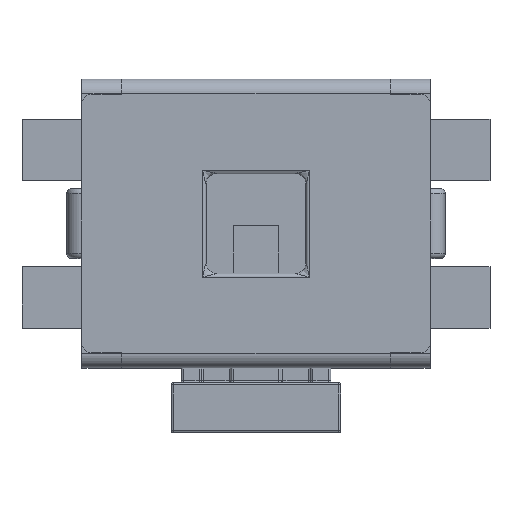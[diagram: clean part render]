
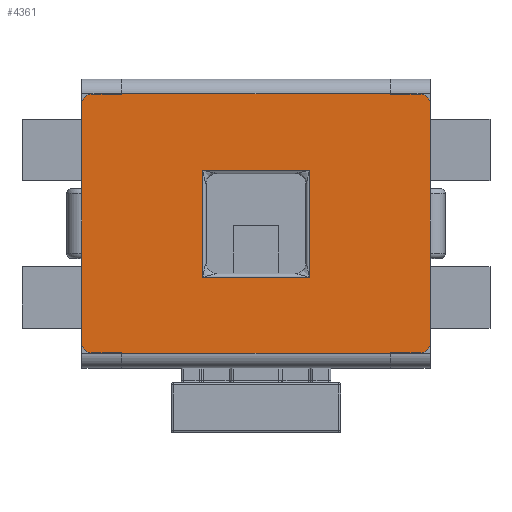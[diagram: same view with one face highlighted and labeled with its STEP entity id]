
A CAD part, top view. The second image highlights one B-rep face of the part: STEP entity #4361.
In plain terms, the highlighted planar face has unit normal (0, 0, 1).
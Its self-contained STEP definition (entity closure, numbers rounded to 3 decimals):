
#1995 = VERTEX_POINT('',#1996);
#1996 = CARTESIAN_POINT('',(-1.75,1.2,1.35));
#2002 = EDGE_CURVE('',#1995,#2003,#2005,.T.);
#2003 = VERTEX_POINT('',#2004);
#2004 = CARTESIAN_POINT('',(-1.75,0.3,1.35));
#2005 = LINE('',#2006,#2007);
#2006 = CARTESIAN_POINT('',(-1.75,1.3,1.35));
#2007 = VECTOR('',#2008,1.);
#2008 = DIRECTION('',(0.,-1.,0.));
#2142 = VERTEX_POINT('',#2143);
#2143 = CARTESIAN_POINT('',(-1.75,-0.3,1.35));
#2150 = EDGE_CURVE('',#2142,#2151,#2153,.T.);
#2151 = VERTEX_POINT('',#2152);
#2152 = CARTESIAN_POINT('',(-1.75,-1.2,1.35));
#2153 = LINE('',#2154,#2155);
#2154 = CARTESIAN_POINT('',(-1.75,1.3,1.35));
#2155 = VECTOR('',#2156,1.);
#2156 = DIRECTION('',(0.,-1.,0.));
#3005 = VERTEX_POINT('',#3006);
#3006 = CARTESIAN_POINT('',(1.75,-1.2,1.35));
#3012 = EDGE_CURVE('',#3005,#3013,#3015,.T.);
#3013 = VERTEX_POINT('',#3014);
#3014 = CARTESIAN_POINT('',(1.75,-0.3,1.35));
#3015 = LINE('',#3016,#3017);
#3016 = CARTESIAN_POINT('',(1.75,-1.3,1.35));
#3017 = VECTOR('',#3018,1.);
#3018 = DIRECTION('',(0.,1.,0.));
#3152 = VERTEX_POINT('',#3153);
#3153 = CARTESIAN_POINT('',(1.75,0.3,1.35));
#3160 = EDGE_CURVE('',#3152,#3161,#3163,.T.);
#3161 = VERTEX_POINT('',#3162);
#3162 = CARTESIAN_POINT('',(1.75,1.2,1.35));
#3163 = LINE('',#3164,#3165);
#3164 = CARTESIAN_POINT('',(1.75,-1.3,1.35));
#3165 = VECTOR('',#3166,1.);
#3166 = DIRECTION('',(0.,1.,0.));
#3696 = VERTEX_POINT('',#3697);
#3697 = CARTESIAN_POINT('',(-1.35,-1.3,1.35));
#3703 = EDGE_CURVE('',#3696,#3704,#3706,.T.);
#3704 = VERTEX_POINT('',#3705);
#3705 = CARTESIAN_POINT('',(-1.35,-1.302,1.35));
#3706 = LINE('',#3707,#3708);
#3707 = CARTESIAN_POINT('',(-1.35,-1.3,1.35));
#3708 = VECTOR('',#3709,1.);
#3709 = DIRECTION('',(0.,-1.,0.));
#3730 = VERTEX_POINT('',#3731);
#3731 = CARTESIAN_POINT('',(1.35,-1.302,1.35));
#3738 = EDGE_CURVE('',#3730,#3704,#3739,.T.);
#3739 = LINE('',#3740,#3741);
#3740 = CARTESIAN_POINT('',(1.35,-1.302,1.35));
#3741 = VECTOR('',#3742,1.);
#3742 = DIRECTION('',(-1.,0.,0.));
#3754 = EDGE_CURVE('',#3755,#3730,#3757,.T.);
#3755 = VERTEX_POINT('',#3756);
#3756 = CARTESIAN_POINT('',(1.35,-1.3,1.35));
#3757 = LINE('',#3758,#3759);
#3758 = CARTESIAN_POINT('',(1.35,-1.3,1.35));
#3759 = VECTOR('',#3760,1.);
#3760 = DIRECTION('',(0.,-1.,0.));
#4265 = VERTEX_POINT('',#4266);
#4266 = CARTESIAN_POINT('',(-1.35,1.3,1.35));
#4272 = EDGE_CURVE('',#4265,#4273,#4275,.T.);
#4273 = VERTEX_POINT('',#4274);
#4274 = CARTESIAN_POINT('',(-1.35,1.302,1.35));
#4275 = LINE('',#4276,#4277);
#4276 = CARTESIAN_POINT('',(-1.35,1.3,1.35));
#4277 = VECTOR('',#4278,1.);
#4278 = DIRECTION('',(0.,1.,-0.));
#4300 = EDGE_CURVE('',#4265,#4301,#4303,.T.);
#4301 = VERTEX_POINT('',#4302);
#4302 = CARTESIAN_POINT('',(-1.65,1.3,1.35));
#4303 = LINE('',#4304,#4305);
#4304 = CARTESIAN_POINT('',(1.75,1.3,1.35));
#4305 = VECTOR('',#4306,1.);
#4306 = DIRECTION('',(-1.,0.,0.));
#4324 = EDGE_CURVE('',#1995,#4301,#4325,.T.);
#4325 = CIRCLE('',#4326,0.1);
#4326 = AXIS2_PLACEMENT_3D('',#4327,#4328,#4329);
#4327 = CARTESIAN_POINT('',(-1.65,1.2,1.35));
#4328 = DIRECTION('',(0.,0.,-1.));
#4329 = DIRECTION('',(-1.,0.,0.));
#4341 = VERTEX_POINT('',#4342);
#4342 = CARTESIAN_POINT('',(-1.752,0.3,1.35));
#4349 = EDGE_CURVE('',#4341,#2003,#4350,.T.);
#4350 = LINE('',#4351,#4352);
#4351 = CARTESIAN_POINT('',(-1.752,0.3,1.35));
#4352 = VECTOR('',#4353,1.);
#4353 = DIRECTION('',(1.,0.,0.));
#4361 = ADVANCED_FACE('',(#4362,#4472),#4506,.T.);
#4362 = FACE_BOUND('',#4363,.T.);
#4363 = EDGE_LOOP('',(#4364,#4365,#4366,#4374,#4380,#4381,#4390,#4396,
#4397,#4398,#4399,#4407,#4414,#4415,#4423,#4431,#4437,#4438,#4447,
#4455,#4463,#4469,#4470,#4471));
#4364 = ORIENTED_EDGE('',*,*,#2002,.T.);
#4365 = ORIENTED_EDGE('',*,*,#4349,.F.);
#4366 = ORIENTED_EDGE('',*,*,#4367,.T.);
#4367 = EDGE_CURVE('',#4341,#4368,#4370,.T.);
#4368 = VERTEX_POINT('',#4369);
#4369 = CARTESIAN_POINT('',(-1.752,-0.3,1.35));
#4370 = LINE('',#4371,#4372);
#4371 = CARTESIAN_POINT('',(-1.752,0.35,1.35));
#4372 = VECTOR('',#4373,1.);
#4373 = DIRECTION('',(0.,-1.,0.));
#4374 = ORIENTED_EDGE('',*,*,#4375,.T.);
#4375 = EDGE_CURVE('',#4368,#2142,#4376,.T.);
#4376 = LINE('',#4377,#4378);
#4377 = CARTESIAN_POINT('',(-1.752,-0.3,1.35));
#4378 = VECTOR('',#4379,1.);
#4379 = DIRECTION('',(1.,0.,0.));
#4380 = ORIENTED_EDGE('',*,*,#2150,.T.);
#4381 = ORIENTED_EDGE('',*,*,#4382,.T.);
#4382 = EDGE_CURVE('',#2151,#4383,#4385,.T.);
#4383 = VERTEX_POINT('',#4384);
#4384 = CARTESIAN_POINT('',(-1.65,-1.3,1.35));
#4385 = CIRCLE('',#4386,0.1);
#4386 = AXIS2_PLACEMENT_3D('',#4387,#4388,#4389);
#4387 = CARTESIAN_POINT('',(-1.65,-1.2,1.35));
#4388 = DIRECTION('',(0.,0.,1.));
#4389 = DIRECTION('',(-1.,0.,0.));
#4390 = ORIENTED_EDGE('',*,*,#4391,.T.);
#4391 = EDGE_CURVE('',#4383,#3696,#4392,.T.);
#4392 = LINE('',#4393,#4394);
#4393 = CARTESIAN_POINT('',(-1.75,-1.3,1.35));
#4394 = VECTOR('',#4395,1.);
#4395 = DIRECTION('',(1.,0.,0.));
#4396 = ORIENTED_EDGE('',*,*,#3703,.T.);
#4397 = ORIENTED_EDGE('',*,*,#3738,.F.);
#4398 = ORIENTED_EDGE('',*,*,#3754,.F.);
#4399 = ORIENTED_EDGE('',*,*,#4400,.T.);
#4400 = EDGE_CURVE('',#3755,#4401,#4403,.T.);
#4401 = VERTEX_POINT('',#4402);
#4402 = CARTESIAN_POINT('',(1.65,-1.3,1.35));
#4403 = LINE('',#4404,#4405);
#4404 = CARTESIAN_POINT('',(-1.75,-1.3,1.35));
#4405 = VECTOR('',#4406,1.);
#4406 = DIRECTION('',(1.,0.,0.));
#4407 = ORIENTED_EDGE('',*,*,#4408,.T.);
#4408 = EDGE_CURVE('',#4401,#3005,#4409,.T.);
#4409 = CIRCLE('',#4410,0.1);
#4410 = AXIS2_PLACEMENT_3D('',#4411,#4412,#4413);
#4411 = CARTESIAN_POINT('',(1.65,-1.2,1.35));
#4412 = DIRECTION('',(0.,0.,1.));
#4413 = DIRECTION('',(-1.,0.,0.));
#4414 = ORIENTED_EDGE('',*,*,#3012,.T.);
#4415 = ORIENTED_EDGE('',*,*,#4416,.F.);
#4416 = EDGE_CURVE('',#4417,#3013,#4419,.T.);
#4417 = VERTEX_POINT('',#4418);
#4418 = CARTESIAN_POINT('',(1.752,-0.3,1.35));
#4419 = LINE('',#4420,#4421);
#4420 = CARTESIAN_POINT('',(1.752,-0.3,1.35));
#4421 = VECTOR('',#4422,1.);
#4422 = DIRECTION('',(-1.,0.,0.));
#4423 = ORIENTED_EDGE('',*,*,#4424,.F.);
#4424 = EDGE_CURVE('',#4425,#4417,#4427,.T.);
#4425 = VERTEX_POINT('',#4426);
#4426 = CARTESIAN_POINT('',(1.752,0.3,1.35));
#4427 = LINE('',#4428,#4429);
#4428 = CARTESIAN_POINT('',(1.752,0.35,1.35));
#4429 = VECTOR('',#4430,1.);
#4430 = DIRECTION('',(0.,-1.,0.));
#4431 = ORIENTED_EDGE('',*,*,#4432,.T.);
#4432 = EDGE_CURVE('',#4425,#3152,#4433,.T.);
#4433 = LINE('',#4434,#4435);
#4434 = CARTESIAN_POINT('',(1.752,0.3,1.35));
#4435 = VECTOR('',#4436,1.);
#4436 = DIRECTION('',(-1.,0.,0.));
#4437 = ORIENTED_EDGE('',*,*,#3160,.T.);
#4438 = ORIENTED_EDGE('',*,*,#4439,.F.);
#4439 = EDGE_CURVE('',#4440,#3161,#4442,.T.);
#4440 = VERTEX_POINT('',#4441);
#4441 = CARTESIAN_POINT('',(1.65,1.3,1.35));
#4442 = CIRCLE('',#4443,0.1);
#4443 = AXIS2_PLACEMENT_3D('',#4444,#4445,#4446);
#4444 = CARTESIAN_POINT('',(1.65,1.2,1.35));
#4445 = DIRECTION('',(0.,0.,-1.));
#4446 = DIRECTION('',(-1.,0.,0.));
#4447 = ORIENTED_EDGE('',*,*,#4448,.T.);
#4448 = EDGE_CURVE('',#4440,#4449,#4451,.T.);
#4449 = VERTEX_POINT('',#4450);
#4450 = CARTESIAN_POINT('',(1.35,1.3,1.35));
#4451 = LINE('',#4452,#4453);
#4452 = CARTESIAN_POINT('',(1.75,1.3,1.35));
#4453 = VECTOR('',#4454,1.);
#4454 = DIRECTION('',(-1.,0.,0.));
#4455 = ORIENTED_EDGE('',*,*,#4456,.T.);
#4456 = EDGE_CURVE('',#4449,#4457,#4459,.T.);
#4457 = VERTEX_POINT('',#4458);
#4458 = CARTESIAN_POINT('',(1.35,1.302,1.35));
#4459 = LINE('',#4460,#4461);
#4460 = CARTESIAN_POINT('',(1.35,1.3,1.35));
#4461 = VECTOR('',#4462,1.);
#4462 = DIRECTION('',(0.,1.,-0.));
#4463 = ORIENTED_EDGE('',*,*,#4464,.T.);
#4464 = EDGE_CURVE('',#4457,#4273,#4465,.T.);
#4465 = LINE('',#4466,#4467);
#4466 = CARTESIAN_POINT('',(1.35,1.302,1.35));
#4467 = VECTOR('',#4468,1.);
#4468 = DIRECTION('',(-1.,0.,-0.));
#4469 = ORIENTED_EDGE('',*,*,#4272,.F.);
#4470 = ORIENTED_EDGE('',*,*,#4300,.T.);
#4471 = ORIENTED_EDGE('',*,*,#4324,.F.);
#4472 = FACE_BOUND('',#4473,.T.);
#4473 = EDGE_LOOP('',(#4474,#4484,#4492,#4500));
#4474 = ORIENTED_EDGE('',*,*,#4475,.F.);
#4475 = EDGE_CURVE('',#4476,#4478,#4480,.T.);
#4476 = VERTEX_POINT('',#4477);
#4477 = CARTESIAN_POINT('',(-0.538,0.538,1.35));
#4478 = VERTEX_POINT('',#4479);
#4479 = CARTESIAN_POINT('',(-0.538,-0.538,1.35));
#4480 = LINE('',#4481,#4482);
#4481 = CARTESIAN_POINT('',(-0.538,0.5,1.35));
#4482 = VECTOR('',#4483,1.);
#4483 = DIRECTION('',(0.,-1.,0.));
#4484 = ORIENTED_EDGE('',*,*,#4485,.F.);
#4485 = EDGE_CURVE('',#4486,#4476,#4488,.T.);
#4486 = VERTEX_POINT('',#4487);
#4487 = CARTESIAN_POINT('',(0.538,0.538,1.35));
#4488 = LINE('',#4489,#4490);
#4489 = CARTESIAN_POINT('',(0.5,0.538,1.35));
#4490 = VECTOR('',#4491,1.);
#4491 = DIRECTION('',(-1.,0.,0.));
#4492 = ORIENTED_EDGE('',*,*,#4493,.F.);
#4493 = EDGE_CURVE('',#4494,#4486,#4496,.T.);
#4494 = VERTEX_POINT('',#4495);
#4495 = CARTESIAN_POINT('',(0.538,-0.538,1.35));
#4496 = LINE('',#4497,#4498);
#4497 = CARTESIAN_POINT('',(0.538,-0.5,1.35));
#4498 = VECTOR('',#4499,1.);
#4499 = DIRECTION('',(0.,1.,0.));
#4500 = ORIENTED_EDGE('',*,*,#4501,.F.);
#4501 = EDGE_CURVE('',#4478,#4494,#4502,.T.);
#4502 = LINE('',#4503,#4504);
#4503 = CARTESIAN_POINT('',(-0.5,-0.538,1.35));
#4504 = VECTOR('',#4505,1.);
#4505 = DIRECTION('',(1.,0.,0.));
#4506 = PLANE('',#4507);
#4507 = AXIS2_PLACEMENT_3D('',#4508,#4509,#4510);
#4508 = CARTESIAN_POINT('',(0.,0.,1.35
));
#4509 = DIRECTION('',(0.,0.,1.));
#4510 = DIRECTION('',(0.,-1.,0.));
